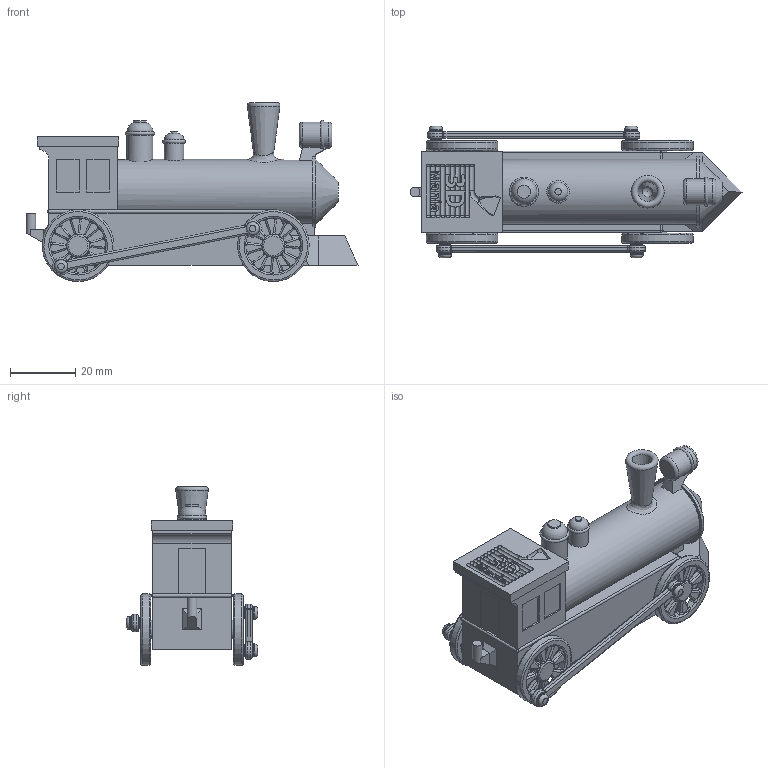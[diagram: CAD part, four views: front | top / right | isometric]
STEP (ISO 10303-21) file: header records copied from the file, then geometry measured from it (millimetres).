
FILE_DESCRIPTION(/* description */ ('STEP AP242','CAx-IF Rec.Pracs.---Representation and Presentation of Product Manufacturing Information (PMI)---4.0---2014-10-13','CAx-IF Rec.Pracs.---3D Tessellated Geometry---0.4---2014-09-14','2;1'),/* implementation_level */ '2;1');
FILE_NAME(/* name */ '667da5cf6c8e036065258176',/* time_stamp */ '2024-06-27T17:48:00Z',/* author */ (''),/* organization */ (''),/* preprocessor_version */ 'ST-DEVELOPER v20',/* originating_system */ ' ',/* authorisation */ ' ');
FILE_SCHEMA (('AP242_MANAGED_MODEL_BASED_3D_ENGINEERING_MIM_LF { 1 0 10303 442 1 1 4 }'));
Length unit declared in the file: metre
Products named in the file (8): Assembly 1; Assembly 2 <1>; Part 1; Assembly 2 <2>; Assembly 3 <1>
Assembly tree (12 placements, depth 3):
  Assembly 1
    Assembly 2 <1>
      Part 1  x2
      Part 1
    Assembly 2 <2>
      Part 1  x2
      Part 1
    Assembly 3 <1>
      Part 1
      Part 1  x2
Bounding box: 102 x 40.41 x 54.98 mm (x, y, z)
Volume: 67665 mm3; surface area: 21026.5 mm2
Topology: 9 solids, 9 shells, 1299 faces, 3240 edges, 1929 vertices
Faces by surface type: cylinder 554, plane 272, torus 213, bspline 206, cone 30, sphere 24
Full cylindrical faces by diameter (mm): 2 x1, 2.5 x4, 3 x7, 3.3 x4, 3.5 x4, 3.8 x4, 4 x7, 6 x5, 8 x1, 22 x4
Entity records: 18370 total; most frequent: CARTESIAN_POINT 5291, ORIENTED_EDGE 2798, DIRECTION 2442, EDGE_CURVE 1399, AXIS2_PLACEMENT_3D 929, VERTEX_POINT 879, EDGE_LOOP 664, FACE_BOUND 664
